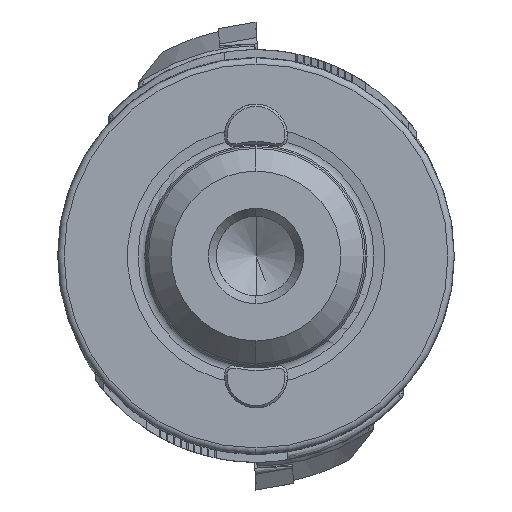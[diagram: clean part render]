
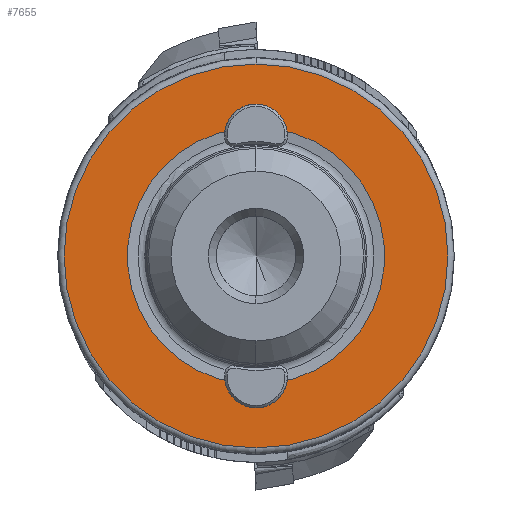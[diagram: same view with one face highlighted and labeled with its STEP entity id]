
A CAD part, left-side view. The second image highlights one B-rep face of the part: STEP entity #7655.
In plain terms, the highlighted planar face has unit normal (-1, 0, 0).
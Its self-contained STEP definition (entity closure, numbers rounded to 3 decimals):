
#423 = ORIENTED_EDGE ( 'NONE', *, *, #15897, .F. ) ;
#447 = EDGE_CURVE ( 'NONE', #11875, #815, #10338, .T. ) ;
#815 = VERTEX_POINT ( 'NONE', #13258 ) ;
#976 = ORIENTED_EDGE ( 'NONE', *, *, #6220, .T. ) ;
#1297 = EDGE_CURVE ( 'NONE', #13106, #4940, #19876, .T. ) ;
#1671 = CARTESIAN_POINT ( 'NONE',  ( 0., 0., 0. ) ) ;
#1750 = CARTESIAN_POINT ( 'NONE',  ( 0., 0., 8.375 ) ) ;
#2012 = AXIS2_PLACEMENT_3D ( 'NONE', #3280, #11310, #25328 ) ;
#2174 = CARTESIAN_POINT ( 'NONE',  ( 0., 0., -9.475 ) ) ;
#2431 = CARTESIAN_POINT ( 'NONE',  ( 0., 0., 8.375 ) ) ;
#2641 = CARTESIAN_POINT ( 'NONE',  ( 0., 0., 9.475 ) ) ;
#2797 = CIRCLE ( 'NONE', #25879, 8.103 ) ;
#3280 = CARTESIAN_POINT ( 'NONE',  ( 0., 0., -8.103 ) ) ;
#3326 = ORIENTED_EDGE ( 'NONE', *, *, #1297, .F. ) ;
#3672 = CARTESIAN_POINT ( 'NONE',  ( 0., 0., 0. ) ) ;
#3773 = CARTESIAN_POINT ( 'NONE',  ( 0., 0., -8.375 ) ) ;
#3776 = DIRECTION ( 'NONE',  ( 0., 0., 1. ) ) ;
#4130 = ORIENTED_EDGE ( 'NONE', *, *, #447, .T. ) ;
#4447 = DIRECTION ( 'NONE',  ( 0., 0., 1. ) ) ;
#4651 = CARTESIAN_POINT ( 'NONE',  ( 0., 0., -8.375 ) ) ;
#4940 = VERTEX_POINT ( 'NONE', #14416 ) ;
#5272 = DIRECTION ( 'NONE',  ( -1., 0., 0. ) ) ;
#5458 = DIRECTION ( 'NONE',  ( 0., 0., 1. ) ) ;
#5686 = DIRECTION ( 'NONE',  ( 0., 0., 1. ) ) ;
#5744 = CARTESIAN_POINT ( 'NONE',  ( 0., 0., -12.1 ) ) ;
#5850 = FACE_OUTER_BOUND ( 'NONE', #25281, .T. ) ;
#6220 = EDGE_CURVE ( 'NONE', #815, #11875, #18424, .T. ) ;
#6690 = DIRECTION ( 'NONE',  ( 0., 0., 1. ) ) ;
#6824 = ORIENTED_EDGE ( 'NONE', *, *, #11047, .F. ) ;
#7296 = PLANE ( 'NONE',  #2012 ) ;
#7655 = ADVANCED_FACE ( 'NONE', ( #15884, #5850 ), #7296, .F. ) ;
#7994 = VERTEX_POINT ( 'NONE', #2641 ) ;
#8639 = AXIS2_PLACEMENT_3D ( 'NONE', #2431, #16450, #4447 ) ;
#9990 = DIRECTION ( 'NONE',  ( -1., 0., 0. ) ) ;
#10338 = CIRCLE ( 'NONE', #16148, 12.1 ) ;
#11047 = EDGE_CURVE ( 'NONE', #17558, #13106, #14214, .T. ) ;
#11310 = DIRECTION ( 'NONE',  ( 1., 0., 0. ) ) ;
#11875 = VERTEX_POINT ( 'NONE', #5744 ) ;
#12123 = EDGE_LOOP ( 'NONE', ( #423, #20400, #14151, #19370, #3326, #6824 ) ) ;
#12516 = AXIS2_PLACEMENT_3D ( 'NONE', #1750, #15796, #3776 ) ;
#13106 = VERTEX_POINT ( 'NONE', #2174 ) ;
#13258 = CARTESIAN_POINT ( 'NONE',  ( 0., 0., 12.1 ) ) ;
#13744 = AXIS2_PLACEMENT_3D ( 'NONE', #22002, #9990, #24016 ) ;
#14151 = ORIENTED_EDGE ( 'NONE', *, *, #19807, .F. ) ;
#14214 = CIRCLE ( 'NONE', #24631, 1.1 ) ;
#14416 = CARTESIAN_POINT ( 'NONE',  ( 0., -1.046, -8.036 ) ) ;
#14443 = CIRCLE ( 'NONE', #12516, 1.1 ) ;
#15796 = DIRECTION ( 'NONE',  ( -1., 0., 0. ) ) ;
#15884 = FACE_BOUND ( 'NONE', #12123, .T. ) ;
#15883 = CARTESIAN_POINT ( 'NONE',  ( 0., 1.046, -8.036 ) ) ;
#15897 = EDGE_CURVE ( 'NONE', #24502, #17558, #2797, .T. ) ;
#16148 = AXIS2_PLACEMENT_3D ( 'NONE', #21208, #5272, #25428 ) ;
#16261 = AXIS2_PLACEMENT_3D ( 'NONE', #1671, #23947, #5458 ) ;
#16450 = DIRECTION ( 'NONE',  ( -1., 0., 0. ) ) ;
#17558 = VERTEX_POINT ( 'NONE', #15883 ) ;
#17655 = CARTESIAN_POINT ( 'NONE',  ( 0., 1.046, 8.036 ) ) ;
#17693 = DIRECTION ( 'NONE',  ( -1., 0., 0. ) ) ;
#18424 = CIRCLE ( 'NONE', #16261, 12.1 ) ;
#18667 = DIRECTION ( 'NONE',  ( -1., 0., 0. ) ) ;
#18917 = EDGE_CURVE ( 'NONE', #7994, #24502, #19274, .T. ) ;
#19274 = CIRCLE ( 'NONE', #8639, 1.1 ) ;
#19370 = ORIENTED_EDGE ( 'NONE', *, *, #22620, .F. ) ;
#19807 = EDGE_CURVE ( 'NONE', #21023, #7994, #14443, .T. ) ;
#19876 = CIRCLE ( 'NONE', #20017, 1.1 ) ;
#20017 = AXIS2_PLACEMENT_3D ( 'NONE', #3773, #23766, #21396 ) ;
#20400 = ORIENTED_EDGE ( 'NONE', *, *, #18917, .F. ) ;
#21023 = VERTEX_POINT ( 'NONE', #23318 ) ;
#21208 = CARTESIAN_POINT ( 'NONE',  ( 0., 0., 0. ) ) ;
#21396 = DIRECTION ( 'NONE',  ( 0., 0., 1. ) ) ;
#22002 = CARTESIAN_POINT ( 'NONE',  ( 0., 0., 0. ) ) ;
#22620 = EDGE_CURVE ( 'NONE', #4940, #21023, #25938, .T. ) ;
#23318 = CARTESIAN_POINT ( 'NONE',  ( 0., -1.046, 8.036 ) ) ;
#23766 = DIRECTION ( 'NONE',  ( -1., 0., 0. ) ) ;
#23947 = DIRECTION ( 'NONE',  ( -1., 0., 0. ) ) ;
#24016 = DIRECTION ( 'NONE',  ( 0., 0., 1. ) ) ;
#24502 = VERTEX_POINT ( 'NONE', #17655 ) ;
#24631 = AXIS2_PLACEMENT_3D ( 'NONE', #4651, #18667, #6690 ) ;
#25281 = EDGE_LOOP ( 'NONE', ( #976, #4130 ) ) ;
#25328 = DIRECTION ( 'NONE',  ( 0., 0., -1. ) ) ;
#25428 = DIRECTION ( 'NONE',  ( 0., 0., 1. ) ) ;
#25879 = AXIS2_PLACEMENT_3D ( 'NONE', #3672, #17693, #5686 ) ;
#25938 = CIRCLE ( 'NONE', #13744, 8.103 ) ;
